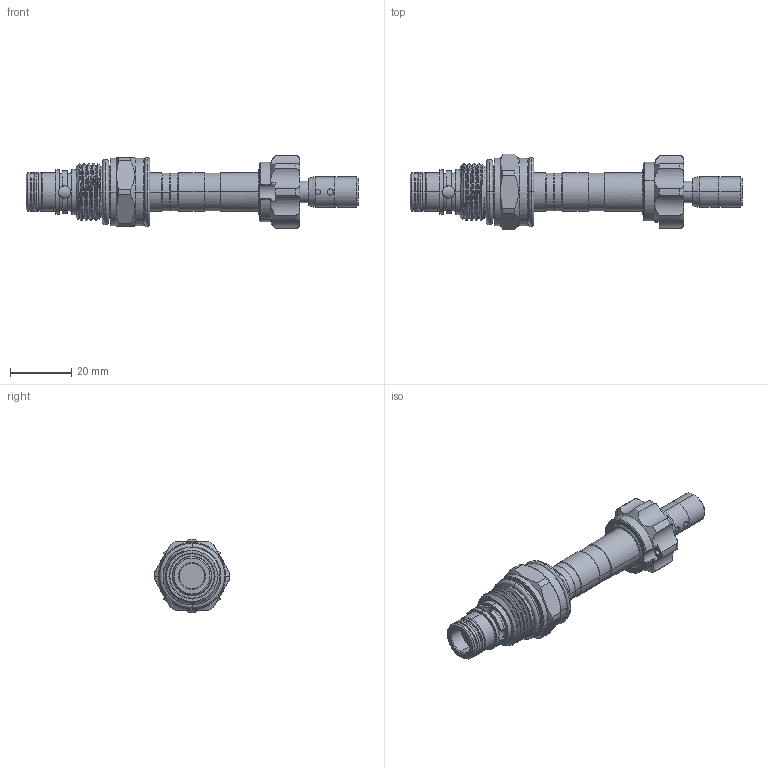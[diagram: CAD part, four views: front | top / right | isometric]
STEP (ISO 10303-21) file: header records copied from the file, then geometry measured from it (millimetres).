
FILE_DESCRIPTION (( 'STEP AP203' ), '1' );
FILE_NAME ('EP08W2A51T04.STEP', '2020-03-31T03:03:24', ( '' ), ( '' ), 'SwSTEP 2.0', 'SolidWorks 2018', '' );
FILE_SCHEMA (( 'CONFIG_CONTROL_DESIGN' ));
Length unit declared in the file: millimetre
Products named in the file (1): EP08W2A51T04
Bounding box: 108.13 x 24.65 x 23.79 mm (x, y, z)
Volume: 19957.9 mm3; surface area: 8690.5 mm2
Topology: 5 solids, 5 shells, 263 faces, 630 edges, 394 vertices
Faces by surface type: cylinder 132, plane 46, torus 40, cone 40, bspline 5
Entity records: 10286 total; most frequent: CARTESIAN_POINT 4160, DIRECTION 1297, ORIENTED_EDGE 1260, EDGE_CURVE 630, AXIS2_PLACEMENT_3D 554, VERTEX_POINT 394, CIRCLE 295, EDGE_LOOP 290
